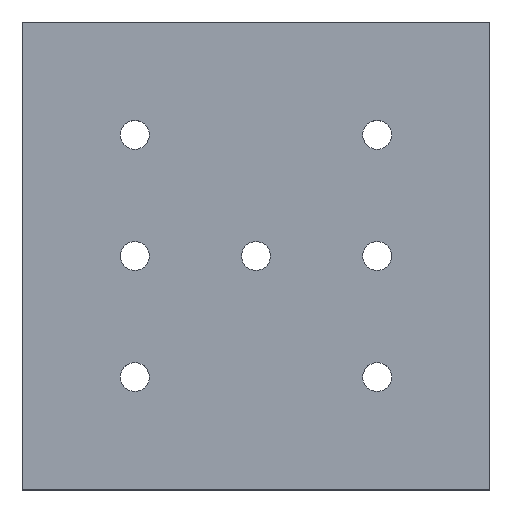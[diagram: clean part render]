
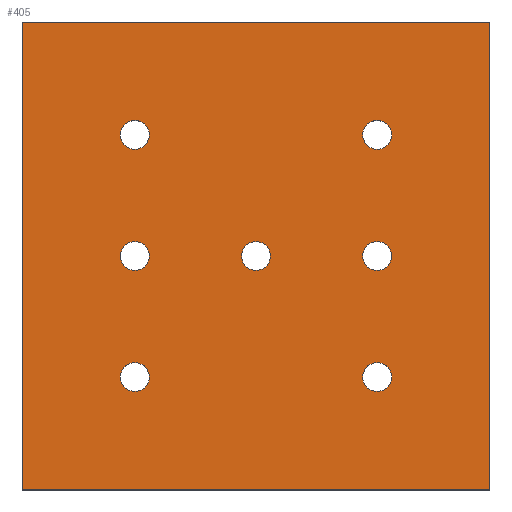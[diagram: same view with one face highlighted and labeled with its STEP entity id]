
A CAD part, top view. The second image highlights one B-rep face of the part: STEP entity #405.
In plain terms, the highlighted planar face has unit normal (0, 0, 1).
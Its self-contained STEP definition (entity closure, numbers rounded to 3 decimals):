
#24 = VERTEX_POINT('',#25);
#25 = CARTESIAN_POINT('',(-42.5,-42.5,8.8));
#31 = EDGE_CURVE('',#24,#32,#34,.T.);
#32 = VERTEX_POINT('',#33);
#33 = CARTESIAN_POINT('',(-42.5,42.5,8.8));
#34 = LINE('',#35,#36);
#35 = CARTESIAN_POINT('',(-42.5,-42.5,8.8));
#36 = VECTOR('',#37,1.);
#37 = DIRECTION('',(0.,1.,0.));
#62 = EDGE_CURVE('',#32,#63,#65,.T.);
#63 = VERTEX_POINT('',#64);
#64 = CARTESIAN_POINT('',(42.5,42.5,8.8));
#65 = LINE('',#66,#67);
#66 = CARTESIAN_POINT('',(-42.5,42.5,8.8));
#67 = VECTOR('',#68,1.);
#68 = DIRECTION('',(1.,0.,0.));
#93 = EDGE_CURVE('',#63,#94,#96,.T.);
#94 = VERTEX_POINT('',#95);
#95 = CARTESIAN_POINT('',(42.5,-42.5,8.8));
#96 = LINE('',#97,#98);
#97 = CARTESIAN_POINT('',(42.5,42.5,8.8));
#98 = VECTOR('',#99,1.);
#99 = DIRECTION('',(0.,-1.,0.));
#124 = EDGE_CURVE('',#94,#24,#125,.T.);
#125 = LINE('',#126,#127);
#126 = CARTESIAN_POINT('',(42.5,-42.5,8.8));
#127 = VECTOR('',#128,1.);
#128 = DIRECTION('',(-1.,0.,0.));
#148 = VERTEX_POINT('',#149);
#149 = CARTESIAN_POINT('',(24.625,-22.,8.8));
#155 = EDGE_CURVE('',#148,#148,#156,.T.);
#156 = CIRCLE('',#157,2.625);
#157 = AXIS2_PLACEMENT_3D('',#158,#159,#160);
#158 = CARTESIAN_POINT('',(22.,-22.,8.8));
#159 = DIRECTION('',(0.,0.,1.));
#160 = DIRECTION('',(1.,0.,0.));
#181 = VERTEX_POINT('',#182);
#182 = CARTESIAN_POINT('',(24.625,22.,8.8));
#188 = EDGE_CURVE('',#181,#181,#189,.T.);
#189 = CIRCLE('',#190,2.625);
#190 = AXIS2_PLACEMENT_3D('',#191,#192,#193);
#191 = CARTESIAN_POINT('',(22.,22.,8.8));
#192 = DIRECTION('',(0.,0.,1.));
#193 = DIRECTION('',(1.,0.,0.));
#214 = VERTEX_POINT('',#215);
#215 = CARTESIAN_POINT('',(-19.375,-22.,8.8));
#221 = EDGE_CURVE('',#214,#214,#222,.T.);
#222 = CIRCLE('',#223,2.625);
#223 = AXIS2_PLACEMENT_3D('',#224,#225,#226);
#224 = CARTESIAN_POINT('',(-22.,-22.,8.8));
#225 = DIRECTION('',(0.,0.,1.));
#226 = DIRECTION('',(1.,0.,0.));
#247 = VERTEX_POINT('',#248);
#248 = CARTESIAN_POINT('',(-19.375,22.,8.8));
#254 = EDGE_CURVE('',#247,#247,#255,.T.);
#255 = CIRCLE('',#256,2.625);
#256 = AXIS2_PLACEMENT_3D('',#257,#258,#259);
#257 = CARTESIAN_POINT('',(-22.,22.,8.8));
#258 = DIRECTION('',(0.,0.,1.));
#259 = DIRECTION('',(1.,0.,0.));
#280 = VERTEX_POINT('',#281);
#281 = CARTESIAN_POINT('',(24.625,0.,8.8));
#287 = EDGE_CURVE('',#280,#280,#288,.T.);
#288 = CIRCLE('',#289,2.625);
#289 = AXIS2_PLACEMENT_3D('',#290,#291,#292);
#290 = CARTESIAN_POINT('',(22.,0.,8.8));
#291 = DIRECTION('',(0.,0.,1.));
#292 = DIRECTION('',(1.,0.,0.));
#313 = VERTEX_POINT('',#314);
#314 = CARTESIAN_POINT('',(2.625,0.,8.8));
#320 = EDGE_CURVE('',#313,#313,#321,.T.);
#321 = CIRCLE('',#322,2.625);
#322 = AXIS2_PLACEMENT_3D('',#323,#324,#325);
#323 = CARTESIAN_POINT('',(0.,0.,8.8));
#324 = DIRECTION('',(0.,0.,1.));
#325 = DIRECTION('',(1.,0.,0.));
#346 = VERTEX_POINT('',#347);
#347 = CARTESIAN_POINT('',(-19.375,0.,8.8));
#353 = EDGE_CURVE('',#346,#346,#354,.T.);
#354 = CIRCLE('',#355,2.625);
#355 = AXIS2_PLACEMENT_3D('',#356,#357,#358);
#356 = CARTESIAN_POINT('',(-22.,0.,8.8));
#357 = DIRECTION('',(0.,0.,1.));
#358 = DIRECTION('',(1.,0.,0.));
#405 = ADVANCED_FACE('',(#406,#412,#415,#418,#421,#424,#427,#430),#433,
  .T.);
#406 = FACE_BOUND('',#407,.F.);
#407 = EDGE_LOOP('',(#408,#409,#410,#411));
#408 = ORIENTED_EDGE('',*,*,#31,.T.);
#409 = ORIENTED_EDGE('',*,*,#62,.T.);
#410 = ORIENTED_EDGE('',*,*,#93,.T.);
#411 = ORIENTED_EDGE('',*,*,#124,.T.);
#412 = FACE_BOUND('',#413,.F.);
#413 = EDGE_LOOP('',(#414));
#414 = ORIENTED_EDGE('',*,*,#155,.T.);
#415 = FACE_BOUND('',#416,.F.);
#416 = EDGE_LOOP('',(#417));
#417 = ORIENTED_EDGE('',*,*,#188,.T.);
#418 = FACE_BOUND('',#419,.F.);
#419 = EDGE_LOOP('',(#420));
#420 = ORIENTED_EDGE('',*,*,#221,.T.);
#421 = FACE_BOUND('',#422,.F.);
#422 = EDGE_LOOP('',(#423));
#423 = ORIENTED_EDGE('',*,*,#254,.T.);
#424 = FACE_BOUND('',#425,.F.);
#425 = EDGE_LOOP('',(#426));
#426 = ORIENTED_EDGE('',*,*,#287,.T.);
#427 = FACE_BOUND('',#428,.F.);
#428 = EDGE_LOOP('',(#429));
#429 = ORIENTED_EDGE('',*,*,#320,.T.);
#430 = FACE_BOUND('',#431,.F.);
#431 = EDGE_LOOP('',(#432));
#432 = ORIENTED_EDGE('',*,*,#353,.T.);
#433 = PLANE('',#434);
#434 = AXIS2_PLACEMENT_3D('',#435,#436,#437);
#435 = CARTESIAN_POINT('',(0.,0.,8.8));
#436 = DIRECTION('',(0.,0.,1.));
#437 = DIRECTION('',(1.,0.,0.));
